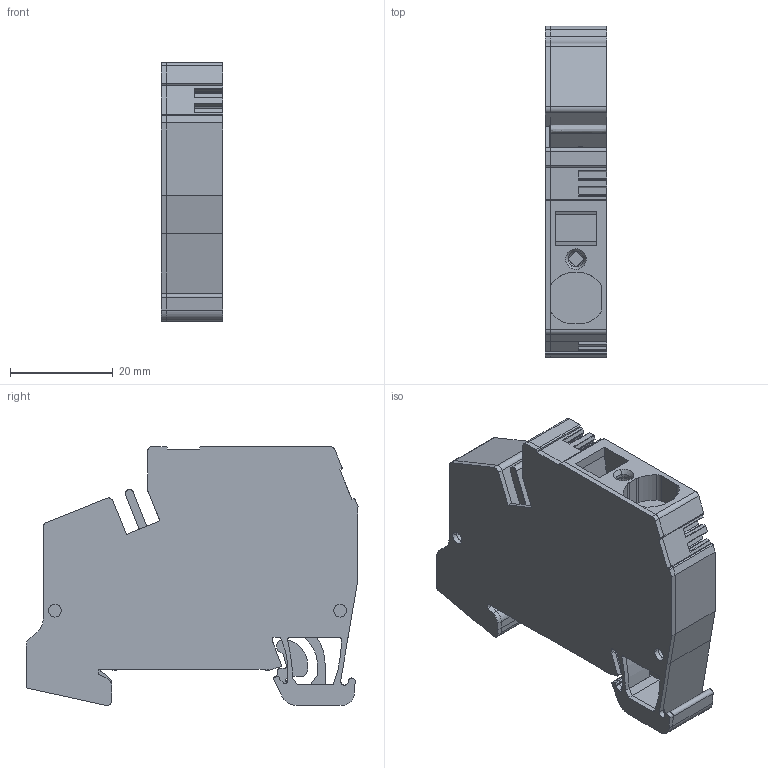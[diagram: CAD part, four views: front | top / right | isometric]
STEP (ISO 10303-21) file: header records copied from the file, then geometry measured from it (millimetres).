
FILE_DESCRIPTION(('CATIA V5R22 STEP214','CAx-IF Rec.Pracs.--- Model Styling and Organization---1.4--- 2014-01-23'),'2;1');
FILE_NAME ('021000-3_0', '2021-04-13T04:54:35+00:00', ('Weidmueller Interface'), ('Weidmueller'), 'CATIA Version 5-6 Release 2016 SP3 HF44', 'CATIA V5 STEP AP214', 'none');
FILE_SCHEMA(('AUTOMOTIVE_DESIGN { 1 0 10303 214 1 1 1 1 }'));
Length unit declared in the file: millimetre
Products named in the file (1): ZPE_16-2-1AN_AllCATPart
Bounding box: 12 x 64.75 x 50.49 mm (x, y, z)
Volume: 27695.3 mm3; surface area: 15180.2 mm2
Topology: 12 solids, 12 shells, 444 faces, 1239 edges, 825 vertices
Faces by surface type: plane 261, cylinder 175, cone 6, extrusion 2
Entity records: 13807 total; most frequent: CARTESIAN_POINT 2579, ORIENTED_EDGE 2478, DIRECTION 2000, EDGE_CURVE 1239, VECTOR 874, LINE 872, VERTEX_POINT 825, AXIS2_PLACEMENT_3D 741
